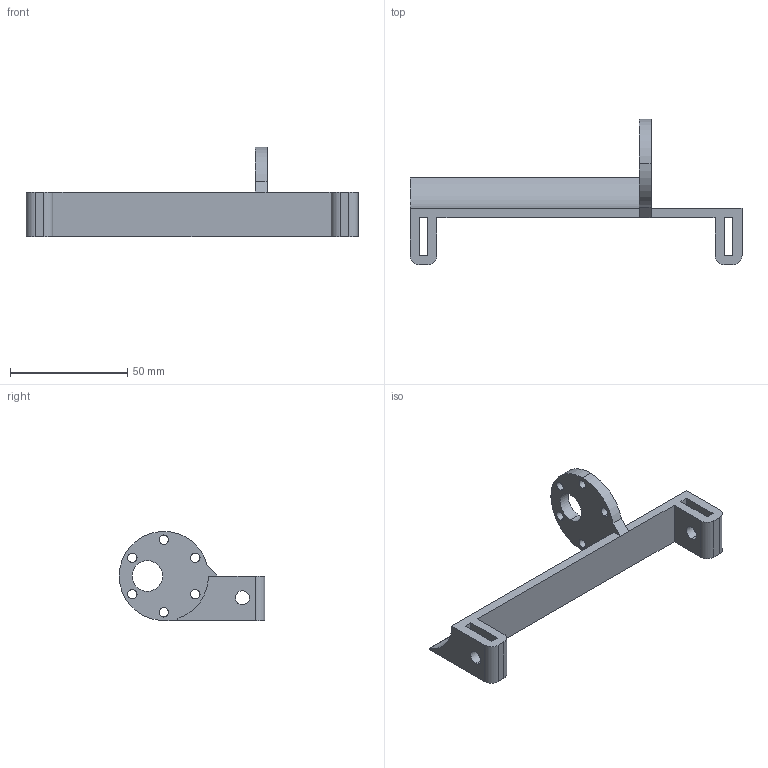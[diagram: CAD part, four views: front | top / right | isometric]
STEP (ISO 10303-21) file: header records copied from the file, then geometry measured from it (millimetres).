
FILE_DESCRIPTION (( 'STEP AP214' ), '1' );
FILE_NAME ('motor mount 03.STEP', '2024-05-21T01:14:28', ( '' ), ( '' ), 'SwSTEP 2.0', 'SolidWorks 2020', '' );
FILE_SCHEMA (( 'AUTOMOTIVE_DESIGN' ));
Length unit declared in the file: millimetre
Products named in the file (1): motor mount 03
Bounding box: 141.5 x 62 x 38 mm (x, y, z)
Volume: 29124.8 mm3; surface area: 15172.1 mm2
Topology: 1 solids, 1 shells, 52 faces, 148 edges, 98 vertices
Faces by surface type: cylinder 30, plane 22
Entity records: 1802 total; most frequent: DIRECTION 314, CARTESIAN_POINT 299, ORIENTED_EDGE 296, EDGE_CURVE 148, AXIS2_PLACEMENT_3D 113, VERTEX_POINT 98, LINE 88, VECTOR 88
